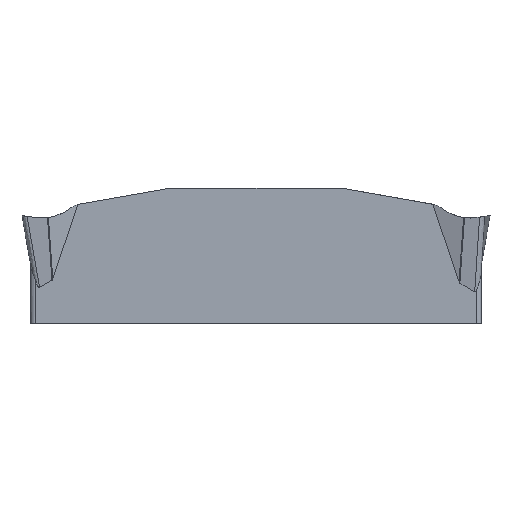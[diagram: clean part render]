
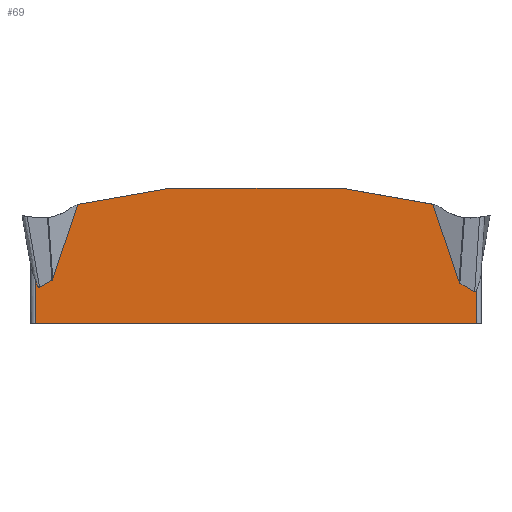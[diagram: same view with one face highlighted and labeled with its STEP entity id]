
A CAD part, left-side view. The second image highlights one B-rep face of the part: STEP entity #69.
In plain terms, the highlighted planar face has unit normal (-1, 0, 0).
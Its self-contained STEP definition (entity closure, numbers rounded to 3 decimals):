
#69=ADVANCED_FACE('SIDE_IB_1_SU5',(#123),#105,.F.);
#105=PLANE('',#730);
#123=FACE_OUTER_BOUND('',#159,.T.);
#159=EDGE_LOOP('',(#229,#230,#231,#232,#233,#234,#235,#236,#237,#238,#239,
#240,#241,#242));
#195=B_SPLINE_CURVE_WITH_KNOTS('',3,(#969,#970,#971,#972,#973,#974,#975,
#976,#977,#978,#979,#980,#981),.UNSPECIFIED.,.F.,.F.,(4,3,3,3,4),(0.,0.481,
0.733,0.957,1.),.UNSPECIFIED.);
#196=B_SPLINE_CURVE_WITH_KNOTS('',3,(#985,#986,#987,#988,#989,#990,#991,
#992,#993,#994,#995,#996,#997,#998,#999,#1000,#1001,#1002,#1003),
 .UNSPECIFIED.,.F.,.F.,(4,3,3,3,3,3,4),(0.,0.023,0.046,
0.075,0.133,0.354,1.),
 .UNSPECIFIED.);
#197=B_SPLINE_CURVE_WITH_KNOTS('',3,(#1011,#1012,#1013,#1014,#1015,#1016,
#1017,#1018,#1019,#1020,#1021,#1022,#1023,#1024,#1025,#1026,#1027,#1028,
#1029,#1030,#1031,#1032),.UNSPECIFIED.,.F.,.F.,(4,3,3,3,3,3,3,4),(0.,0.64,
0.734,0.83,0.884,0.94,
0.988,1.),.UNSPECIFIED.);
#198=B_SPLINE_CURVE_WITH_KNOTS('',3,(#1036,#1037,#1038,#1039,#1040,#1041,
#1042,#1043,#1044,#1045),.UNSPECIFIED.,.F.,.F.,(4,3,3,4),(0.,0.23,
0.797,1.),.UNSPECIFIED.);
#229=ORIENTED_EDGE('',*,*,#501,.F.);
#230=ORIENTED_EDGE('',*,*,#502,.T.);
#231=ORIENTED_EDGE('',*,*,#503,.T.);
#232=ORIENTED_EDGE('',*,*,#504,.T.);
#233=ORIENTED_EDGE('',*,*,#505,.T.);
#234=ORIENTED_EDGE('',*,*,#506,.T.);
#235=ORIENTED_EDGE('',*,*,#507,.T.);
#236=ORIENTED_EDGE('',*,*,#508,.F.);
#237=ORIENTED_EDGE('',*,*,#509,.T.);
#238=ORIENTED_EDGE('',*,*,#510,.T.);
#239=ORIENTED_EDGE('',*,*,#511,.T.);
#240=ORIENTED_EDGE('',*,*,#512,.T.);
#241=ORIENTED_EDGE('',*,*,#513,.T.);
#242=ORIENTED_EDGE('',*,*,#514,.T.);
#433=VERTEX_POINT('',#963);
#434=VERTEX_POINT('',#964);
#435=VERTEX_POINT('',#966);
#436=VERTEX_POINT('',#968);
#437=VERTEX_POINT('',#982);
#438=VERTEX_POINT('',#984);
#439=VERTEX_POINT('',#1004);
#440=VERTEX_POINT('',#1006);
#441=VERTEX_POINT('',#1008);
#442=VERTEX_POINT('',#1010);
#443=VERTEX_POINT('',#1033);
#444=VERTEX_POINT('',#1035);
#445=VERTEX_POINT('',#1046);
#446=VERTEX_POINT('',#1048);
#501=EDGE_CURVE('',#433,#434,#603,.T.);
#502=EDGE_CURVE('',#433,#435,#604,.T.);
#503=EDGE_CURVE('',#435,#436,#605,.T.);
#504=EDGE_CURVE('',#436,#437,#195,.T.);
#505=EDGE_CURVE('',#437,#438,#606,.T.);
#506=EDGE_CURVE('',#438,#439,#196,.T.);
#507=EDGE_CURVE('',#439,#440,#607,.T.);
#508=EDGE_CURVE('',#441,#440,#608,.T.);
#509=EDGE_CURVE('',#441,#442,#609,.T.);
#510=EDGE_CURVE('',#442,#443,#197,.T.);
#511=EDGE_CURVE('',#443,#444,#610,.T.);
#512=EDGE_CURVE('',#444,#445,#198,.T.);
#513=EDGE_CURVE('',#445,#446,#611,.T.);
#514=EDGE_CURVE('',#446,#434,#612,.T.);
#603=LINE('',#962,#647);
#604=LINE('',#965,#648);
#605=LINE('',#967,#649);
#606=LINE('',#983,#650);
#607=LINE('',#1005,#651);
#608=LINE('',#1007,#652);
#609=LINE('',#1009,#653);
#610=LINE('',#1034,#654);
#611=LINE('',#1047,#655);
#612=LINE('',#1049,#656);
#647=VECTOR('',#778,1.);
#648=VECTOR('',#779,1.);
#649=VECTOR('',#780,1.);
#650=VECTOR('',#781,1.);
#651=VECTOR('',#782,1.);
#652=VECTOR('',#783,1.);
#653=VECTOR('',#784,1.);
#654=VECTOR('',#785,1.);
#655=VECTOR('',#786,1.);
#656=VECTOR('',#787,1.);
#730=AXIS2_PLACEMENT_3D('',#1050,#788,#789);
#778=DIRECTION('',(0.,-1.,0.));
#779=DIRECTION('',(0.,0.985,-0.174));
#780=DIRECTION('',(0.,0.32,-0.947));
#781=DIRECTION('',(0.,0.865,-0.502));
#782=DIRECTION('',(0.,0.,-1.));
#783=DIRECTION('',(0.,1.,0.));
#784=DIRECTION('',(0.,0.,1.));
#785=DIRECTION('',(0.,0.865,0.502));
#786=DIRECTION('',(0.,0.32,0.947));
#787=DIRECTION('',(0.,0.985,0.174));
#788=DIRECTION('',(1.,0.,0.));
#789=DIRECTION('',(0.,0.,-1.));
#962=CARTESIAN_POINT('',(-1.15,0.,1.192));
#963=CARTESIAN_POINT('',(-1.15,3.623,1.192));
#964=CARTESIAN_POINT('',(-1.15,-3.623,1.192));
#965=CARTESIAN_POINT('',(-1.15,0.313,1.776));
#966=CARTESIAN_POINT('',(-1.15,7.585,0.494));
#967=CARTESIAN_POINT('',(-1.15,6.957,2.352));
#968=CARTESIAN_POINT('',(-1.15,8.656,-2.675));
#969=CARTESIAN_POINT('',(-1.15,8.656,-2.675));
#970=CARTESIAN_POINT('',(-1.15,8.66,-2.686));
#971=CARTESIAN_POINT('',(-1.15,8.664,-2.696));
#972=CARTESIAN_POINT('',(-1.15,8.669,-2.706));
#973=CARTESIAN_POINT('',(-1.15,8.671,-2.711));
#974=CARTESIAN_POINT('',(-1.15,8.674,-2.717));
#975=CARTESIAN_POINT('',(-1.15,8.678,-2.721));
#976=CARTESIAN_POINT('',(-1.15,8.681,-2.725));
#977=CARTESIAN_POINT('',(-1.15,8.685,-2.729));
#978=CARTESIAN_POINT('',(-1.15,8.689,-2.732));
#979=CARTESIAN_POINT('',(-1.15,8.69,-2.733));
#980=CARTESIAN_POINT('',(-1.15,8.69,-2.733));
#981=CARTESIAN_POINT('',(-1.15,8.691,-2.734));
#982=CARTESIAN_POINT('',(-1.15,8.691,-2.734));
#983=CARTESIAN_POINT('',(-1.15,1.005,1.73));
#984=CARTESIAN_POINT('',(-1.15,9.216,-3.038));
#985=CARTESIAN_POINT('',(-1.15,9.216,-3.038));
#986=CARTESIAN_POINT('',(-1.15,9.218,-3.04));
#987=CARTESIAN_POINT('',(-1.15,9.221,-3.041));
#988=CARTESIAN_POINT('',(-1.15,9.224,-3.041));
#989=CARTESIAN_POINT('',(-1.15,9.227,-3.042));
#990=CARTESIAN_POINT('',(-1.15,9.23,-3.042));
#991=CARTESIAN_POINT('',(-1.15,9.233,-3.041));
#992=CARTESIAN_POINT('',(-1.15,9.237,-3.04));
#993=CARTESIAN_POINT('',(-1.15,9.241,-3.038));
#994=CARTESIAN_POINT('',(-1.15,9.244,-3.036));
#995=CARTESIAN_POINT('',(-1.15,9.251,-3.032));
#996=CARTESIAN_POINT('',(-1.15,9.257,-3.027));
#997=CARTESIAN_POINT('',(-1.15,9.262,-3.021));
#998=CARTESIAN_POINT('',(-1.15,9.282,-2.999));
#999=CARTESIAN_POINT('',(-1.15,9.296,-2.973));
#1000=CARTESIAN_POINT('',(-1.15,9.309,-2.947));
#1001=CARTESIAN_POINT('',(-1.15,9.349,-2.87));
#1002=CARTESIAN_POINT('',(-1.15,9.377,-2.789));
#1003=CARTESIAN_POINT('',(-1.15,9.405,-2.707));
#1004=CARTESIAN_POINT('',(-1.15,9.405,-2.707));
#1005=CARTESIAN_POINT('',(-1.15,9.405,0.));
#1006=CARTESIAN_POINT('',(-1.15,9.405,-4.592));
#1007=CARTESIAN_POINT('',(-1.15,0.,-4.592));
#1008=CARTESIAN_POINT('',(-1.15,-9.405,-4.592));
#1009=CARTESIAN_POINT('',(-1.15,-9.405,0.));
#1010=CARTESIAN_POINT('',(-1.15,-9.405,-3.117));
#1011=CARTESIAN_POINT('',(-1.15,-9.405,-3.117));
#1012=CARTESIAN_POINT('',(-1.15,-9.394,-3.149));
#1013=CARTESIAN_POINT('',(-1.15,-9.381,-3.18));
#1014=CARTESIAN_POINT('',(-1.15,-9.362,-3.207));
#1015=CARTESIAN_POINT('',(-1.15,-9.359,-3.211));
#1016=CARTESIAN_POINT('',(-1.15,-9.356,-3.215));
#1017=CARTESIAN_POINT('',(-1.15,-9.353,-3.219));
#1018=CARTESIAN_POINT('',(-1.15,-9.349,-3.222));
#1019=CARTESIAN_POINT('',(-1.15,-9.345,-3.226));
#1020=CARTESIAN_POINT('',(-1.15,-9.341,-3.228));
#1021=CARTESIAN_POINT('',(-1.15,-9.339,-3.23));
#1022=CARTESIAN_POINT('',(-1.15,-9.336,-3.231));
#1023=CARTESIAN_POINT('',(-1.15,-9.333,-3.232));
#1024=CARTESIAN_POINT('',(-1.15,-9.33,-3.232));
#1025=CARTESIAN_POINT('',(-1.15,-9.327,-3.233));
#1026=CARTESIAN_POINT('',(-1.15,-9.324,-3.232));
#1027=CARTESIAN_POINT('',(-1.15,-9.322,-3.232));
#1028=CARTESIAN_POINT('',(-1.15,-9.319,-3.231));
#1029=CARTESIAN_POINT('',(-1.15,-9.317,-3.23));
#1030=CARTESIAN_POINT('',(-1.15,-9.317,-3.23));
#1031=CARTESIAN_POINT('',(-1.15,-9.316,-3.229));
#1032=CARTESIAN_POINT('',(-1.15,-9.315,-3.229));
#1033=CARTESIAN_POINT('',(-1.15,-9.315,-3.229));
#1034=CARTESIAN_POINT('',(-1.15,-0.948,1.631));
#1035=CARTESIAN_POINT('',(-1.15,-8.682,-2.861));
#1036=CARTESIAN_POINT('',(-1.15,-8.682,-2.861));
#1037=CARTESIAN_POINT('',(-1.15,-8.678,-2.858));
#1038=CARTESIAN_POINT('',(-1.15,-8.674,-2.855));
#1039=CARTESIAN_POINT('',(-1.15,-8.67,-2.85));
#1040=CARTESIAN_POINT('',(-1.15,-8.662,-2.84));
#1041=CARTESIAN_POINT('',(-1.15,-8.657,-2.828));
#1042=CARTESIAN_POINT('',(-1.15,-8.652,-2.816));
#1043=CARTESIAN_POINT('',(-1.15,-8.65,-2.811));
#1044=CARTESIAN_POINT('',(-1.15,-8.648,-2.807));
#1045=CARTESIAN_POINT('',(-1.15,-8.647,-2.802));
#1046=CARTESIAN_POINT('',(-1.15,-8.647,-2.802));
#1047=CARTESIAN_POINT('',(-1.15,-6.91,2.336));
#1048=CARTESIAN_POINT('',(-1.15,-7.529,0.504));
#1049=CARTESIAN_POINT('',(-1.15,-0.313,1.776));
#1050=CARTESIAN_POINT('',(-1.15,0.,0.));
